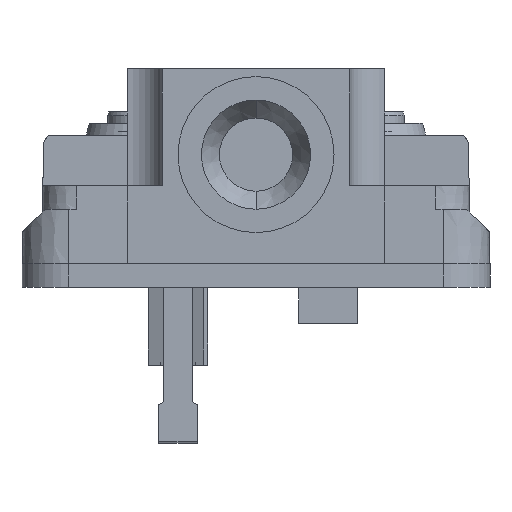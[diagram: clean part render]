
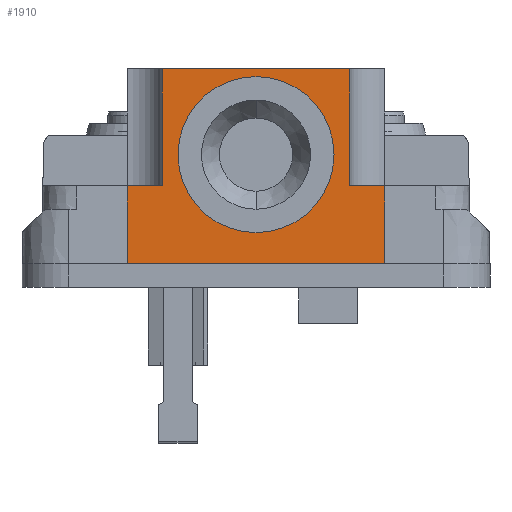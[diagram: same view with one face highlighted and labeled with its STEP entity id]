
A CAD part, front view. The second image highlights one B-rep face of the part: STEP entity #1910.
In plain terms, the highlighted planar face has unit normal (0, -1, 0).
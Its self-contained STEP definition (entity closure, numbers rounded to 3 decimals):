
#1833=AXIS2_PLACEMENT_3D('Plane Axis2P3D',#1830,#1831,#1832) ;
#1894=AXIS2_PLACEMENT_3D('Circle Axis2P3D',#1892,#1893,$) ;
#1903=AXIS2_PLACEMENT_3D('Circle Axis2P3D',#1901,#1902,$) ;
#112=CARTESIAN_POINT('Vertex',(42.,0.,48.)) ;
#140=CARTESIAN_POINT('Vertex',(18.,0.,48.)) ;
#143=CARTESIAN_POINT('Line Origine',(30.,0.,48.)) ;
#1830=CARTESIAN_POINT('Axis2P3D Location',(30.,0.,23.)) ;
#1835=CARTESIAN_POINT('Line Origine',(18.,0.,40.5)) ;
#1839=CARTESIAN_POINT('Vertex',(18.,0.,33.)) ;
#1842=CARTESIAN_POINT('Line Origine',(15.75,0.,33.)) ;
#1846=CARTESIAN_POINT('Vertex',(13.5,0.,33.)) ;
#1849=CARTESIAN_POINT('Line Origine',(13.5,0.,28.)) ;
#1853=CARTESIAN_POINT('Vertex',(13.5,0.,23.)) ;
#1856=CARTESIAN_POINT('Line Origine',(30.,0.,23.)) ;
#1860=CARTESIAN_POINT('Vertex',(46.5,0.,23.)) ;
#1863=CARTESIAN_POINT('Line Origine',(46.5,0.,28.)) ;
#1867=CARTESIAN_POINT('Vertex',(46.5,0.,33.)) ;
#1870=CARTESIAN_POINT('Line Origine',(44.25,0.,33.)) ;
#1874=CARTESIAN_POINT('Vertex',(42.,0.,33.)) ;
#1877=CARTESIAN_POINT('Line Origine',(42.,0.,40.5)) ;
#1892=CARTESIAN_POINT('Axis2P3D Location',(30.,0.,37.)) ;
#1896=CARTESIAN_POINT('Vertex',(30.,0.,47.)) ;
#1898=CARTESIAN_POINT('Vertex',(30.,0.,27.)) ;
#1901=CARTESIAN_POINT('Axis2P3D Location',(30.,0.,37.)) ;
#144=DIRECTION('Vector Direction',(-1.,0.,0.)) ;
#1831=DIRECTION('Axis2P3D Direction',(0.,1.,0.)) ;
#1832=DIRECTION('Axis2P3D XDirection',(-1.,0.,0.)) ;
#1836=DIRECTION('Vector Direction',(0.,0.,1.)) ;
#1843=DIRECTION('Vector Direction',(1.,0.,0.)) ;
#1850=DIRECTION('Vector Direction',(0.,0.,-1.)) ;
#1857=DIRECTION('Vector Direction',(1.,0.,0.)) ;
#1864=DIRECTION('Vector Direction',(0.,0.,1.)) ;
#1871=DIRECTION('Vector Direction',(1.,0.,0.)) ;
#1878=DIRECTION('Vector Direction',(0.,0.,-1.)) ;
#1893=DIRECTION('Axis2P3D Direction',(0.,1.,0.)) ;
#1902=DIRECTION('Axis2P3D Direction',(0.,1.,0.)) ;
#145=VECTOR('Line Direction',#144,1.) ;
#1837=VECTOR('Line Direction',#1836,1.) ;
#1844=VECTOR('Line Direction',#1843,1.) ;
#1851=VECTOR('Line Direction',#1850,1.) ;
#1858=VECTOR('Line Direction',#1857,1.) ;
#1865=VECTOR('Line Direction',#1864,1.) ;
#1872=VECTOR('Line Direction',#1871,1.) ;
#1879=VECTOR('Line Direction',#1878,1.) ;
#1883=ORIENTED_EDGE('',*,*,#1841,.T.) ;
#1884=ORIENTED_EDGE('',*,*,#1848,.T.) ;
#1885=ORIENTED_EDGE('',*,*,#1855,.F.) ;
#1886=ORIENTED_EDGE('',*,*,#1862,.F.) ;
#1887=ORIENTED_EDGE('',*,*,#1869,.F.) ;
#1888=ORIENTED_EDGE('',*,*,#1876,.T.) ;
#1889=ORIENTED_EDGE('',*,*,#1881,.T.) ;
#1890=ORIENTED_EDGE('',*,*,#147,.F.) ;
#1907=ORIENTED_EDGE('',*,*,#1900,.T.) ;
#1908=ORIENTED_EDGE('',*,*,#1905,.T.) ;
#1909=FACE_BOUND('',#1906,.T.) ;
#1910=ADVANCED_FACE('334698.1\\SAI-F.1\\Geh\X2\00E4\X0\use',(#1891,#1909),#1834,.F.) ;
#1895=CIRCLE('generated circle',#1894,10.) ;
#1904=CIRCLE('generated circle',#1903,10.) ;
#147=EDGE_CURVE('',#141,#113,#146,.F.) ;
#1841=EDGE_CURVE('',#141,#1840,#1838,.F.) ;
#1848=EDGE_CURVE('',#1840,#1847,#1845,.F.) ;
#1855=EDGE_CURVE('',#1854,#1847,#1852,.F.) ;
#1862=EDGE_CURVE('',#1861,#1854,#1859,.F.) ;
#1869=EDGE_CURVE('',#1868,#1861,#1866,.F.) ;
#1876=EDGE_CURVE('',#1868,#1875,#1873,.F.) ;
#1881=EDGE_CURVE('',#1875,#113,#1880,.F.) ;
#1900=EDGE_CURVE('',#1897,#1899,#1895,.T.) ;
#1905=EDGE_CURVE('',#1899,#1897,#1904,.T.) ;
#1882=EDGE_LOOP('',(#1883,#1884,#1885,#1886,#1887,#1888,#1889,#1890)) ;
#1906=EDGE_LOOP('',(#1907,#1908)) ;
#1891=FACE_OUTER_BOUND('',#1882,.T.) ;
#146=LINE('Line',#143,#145) ;
#1838=LINE('Line',#1835,#1837) ;
#1845=LINE('Line',#1842,#1844) ;
#1852=LINE('Line',#1849,#1851) ;
#1859=LINE('Line',#1856,#1858) ;
#1866=LINE('Line',#1863,#1865) ;
#1873=LINE('Line',#1870,#1872) ;
#1880=LINE('Line',#1877,#1879) ;
#1834=PLANE('',#1833) ;
#113=VERTEX_POINT('',#112) ;
#141=VERTEX_POINT('',#140) ;
#1840=VERTEX_POINT('',#1839) ;
#1847=VERTEX_POINT('',#1846) ;
#1854=VERTEX_POINT('',#1853) ;
#1861=VERTEX_POINT('',#1860) ;
#1868=VERTEX_POINT('',#1867) ;
#1875=VERTEX_POINT('',#1874) ;
#1897=VERTEX_POINT('',#1896) ;
#1899=VERTEX_POINT('',#1898) ;
